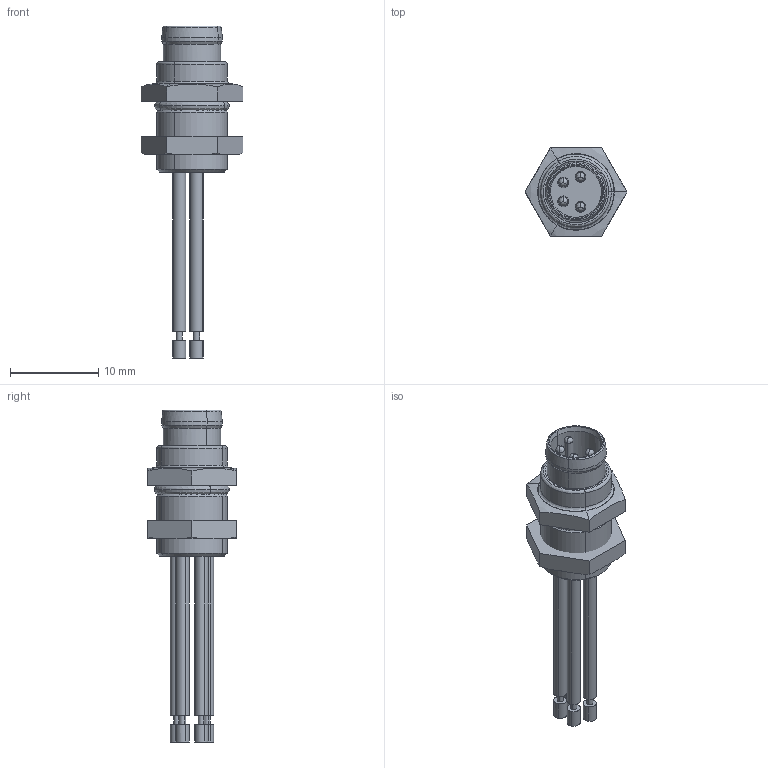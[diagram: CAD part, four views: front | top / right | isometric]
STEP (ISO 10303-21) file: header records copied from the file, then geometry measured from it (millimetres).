
FILE_DESCRIPTION(('CATIA V5 STEP Exchange','CAx-IF Rec.Pracs.--- Model Styling and Organization---1.4--- 2014-01-23'),'2;1');
FILE_NAME ('024066-3_0', '2020-11-12T07:02:14+00:00', ('none'), ('Weidmueller'), 'CATIA Version 5-6 Release 2016 SP3 HF44', 'CATIA V5 STEP AP214', 'none');
FILE_SCHEMA(('AUTOMOTIVE_DESIGN { 1 0 10303 214 1 1 1 1 }'));
Length unit declared in the file: millimetre
Products named in the file (1): 1861290000
Bounding box: 11.55 x 10 x 37.6 mm (x, y, z)
Volume: 836.5 mm3; surface area: 2175.8 mm2
Topology: 12 solids, 12 shells, 428 faces, 1026 edges, 646 vertices
Faces by surface type: bspline 346, plane 82
Entity records: 13885 total; most frequent: CARTESIAN_POINT 8014, ORIENTED_EDGE 2004, EDGE_CURVE 1002, VERTEX_POINT 646, EDGE_LOOP 498, ADVANCED_FACE 428, FACE_OUTER_BOUND 428, B_SPLINE_CURVE_WITH_KNOTS 312
